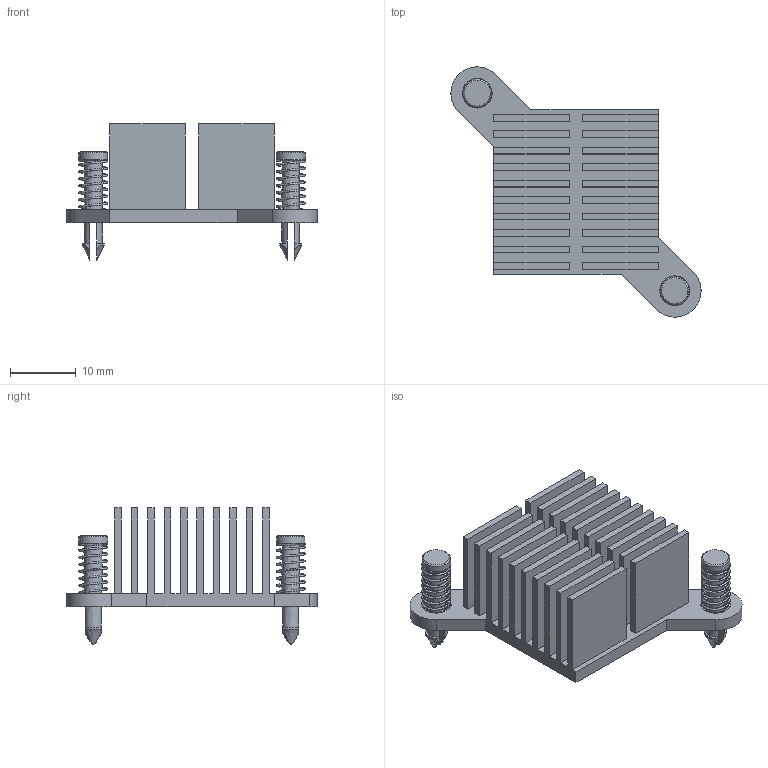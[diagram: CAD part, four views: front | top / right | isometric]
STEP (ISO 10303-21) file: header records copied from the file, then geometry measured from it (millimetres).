
FILE_DESCRIPTION(/* description */ (''),/* implementation_level */ '2;1');
FILE_NAME(/* name */ 'ATS-CPX025025015-138-C2-R0',/* time_stamp */ '2021-02-17T15:16:33+01:00',/* author */ (''),/* organization */ (''),/* preprocessor_version */ 'ST-DEVELOPER v16.5',/* originating_system */ '',/* authorisation */ '');
FILE_SCHEMA (('AUTOMOTIVE_DESIGN'));
Length unit declared in the file: millimetre
Products named in the file (1): Document
Bounding box: 38 x 38 x 20.68 mm (x, y, z)
Volume: 4658.6 mm3; surface area: 8908.9 mm2
Topology: 5 solids, 5 shells, 238 faces, 617 edges, 400 vertices
Faces by surface type: plane 155, bspline 83
Entity records: 25195 total; most frequent: CARTESIAN_POINT 21083, ORIENTED_EDGE 1234, EDGE_CURVE 617, B_SPLINE_CURVE_WITH_KNOTS 545, VERTEX_POINT 400, EDGE_LOOP 253, ADVANCED_FACE 238, FACE_OUTER_BOUND 238
